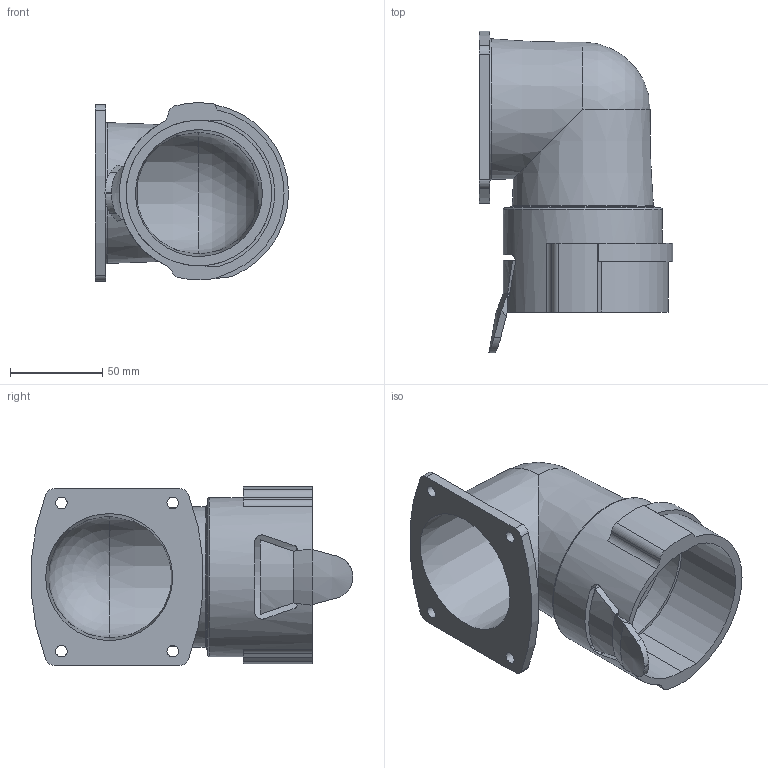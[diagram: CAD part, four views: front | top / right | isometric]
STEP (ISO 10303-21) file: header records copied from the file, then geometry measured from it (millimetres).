
FILE_DESCRIPTION( ( 'STEP AP203' ), '1' );
FILE_NAME( 'FLEXA WFP 5032.207.070.stp', '2020-03-26T08:53:52', ( 'License CC BY-ND 4.0' ), ( 'CADENAS' ), ' ', 'PARTsolutions', ' ' );
FILE_SCHEMA( ( 'CONFIG_CONTROL_DESIGN' ) );
Length unit declared in the file: millimetre
Products named in the file (1): _FLEXA WFP 5032.207.070
Bounding box: 105 x 174.74 x 97.14 mm (x, y, z)
Volume: 185110.8 mm3; surface area: 92730.9 mm2
Topology: 1 solids, 1 shells, 70 faces, 189 edges, 121 vertices
Faces by surface type: plane 29, cylinder 28, cone 8, torus 3, sphere 2
Full cylindrical faces by diameter (mm): 6.3 x4, 79.2 x1, 86.5 x1
Entity records: 2532 total; most frequent: CARTESIAN_POINT 753, DIRECTION 374, ORIENTED_EDGE 340, EDGE_CURVE 170, AXIS2_PLACEMENT_3D 151, VERTEX_POINT 118, EDGE_LOOP 98, FACE_OUTER_BOUND 79
